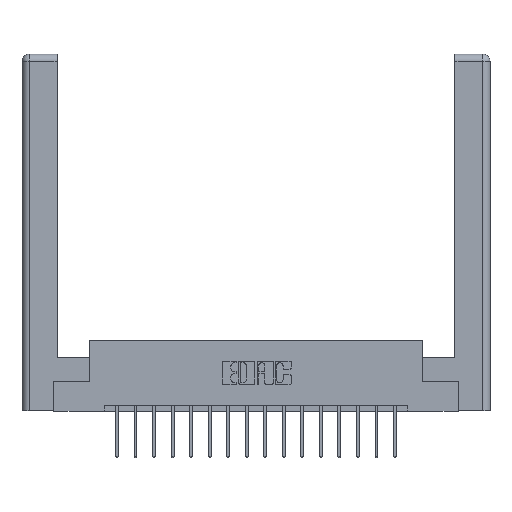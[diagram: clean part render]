
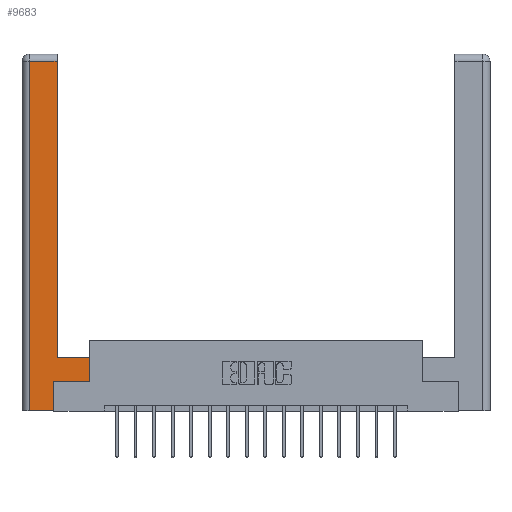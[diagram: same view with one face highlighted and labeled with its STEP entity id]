
A CAD part, top view. The second image highlights one B-rep face of the part: STEP entity #9683.
In plain terms, the highlighted planar face has unit normal (0, 0, 1).
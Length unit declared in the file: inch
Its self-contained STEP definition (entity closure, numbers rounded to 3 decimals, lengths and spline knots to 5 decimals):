
#126 = CARTESIAN_POINT ( 'NONE',  ( 0.565, 0.45, 0. ) ) ;
#319 = LINE ( 'NONE', #4248, #8553 ) ;
#390 = ORIENTED_EDGE ( 'NONE', *, *, #3241, .T. ) ;
#721 = CARTESIAN_POINT ( 'NONE',  ( 0.265, 0.245, 0. ) ) ;
#1037 = CARTESIAN_POINT ( 'NONE',  ( 0.0615, 0., 0. ) ) ;
#1108 = EDGE_CURVE ( 'NONE', #1530, #15717, #14590, .T. ) ;
#1200 = DIRECTION ( 'NONE',  ( 0., -1., 0. ) ) ;
#1329 = CARTESIAN_POINT ( 'NONE',  ( 0.295, 2.94, 0. ) ) ;
#1478 = LINE ( 'NONE', #7190, #1691 ) ;
#1530 = VERTEX_POINT ( 'NONE', #11248 ) ;
#1581 = DIRECTION ( 'NONE',  ( 0., 1., 0. ) ) ;
#1652 = ORIENTED_EDGE ( 'NONE', *, *, #1108, .T. ) ;
#1691 = VECTOR ( 'NONE', #12986, 39.37008 ) ;
#3049 = EDGE_LOOP ( 'NONE', ( #390, #12384, #7967, #14554, #1652, #12038, #3979, #6458 ) ) ;
#3073 = VERTEX_POINT ( 'NONE', #1037 ) ;
#3081 = DIRECTION ( 'NONE',  ( -1., 0., 0. ) ) ;
#3241 = EDGE_CURVE ( 'NONE', #11056, #12677, #1478, .T. ) ;
#3256 = CARTESIAN_POINT ( 'NONE',  ( 0.565, 0.45, 0. ) ) ;
#3454 = VECTOR ( 'NONE', #3081, 39.37008 ) ;
#3979 = ORIENTED_EDGE ( 'NONE', *, *, #18066, .T. ) ;
#4248 = CARTESIAN_POINT ( 'NONE',  ( 0.0615, 2.94, 0. ) ) ;
#4275 = EDGE_CURVE ( 'NONE', #15717, #5357, #5008, .T. ) ;
#4598 = VECTOR ( 'NONE', #14722, 39.37008 ) ;
#4991 = PLANE ( 'NONE',  #17547 ) ;
#5008 = LINE ( 'NONE', #15175, #10113 ) ;
#5070 = LINE ( 'NONE', #6351, #8151 ) ;
#5357 = VERTEX_POINT ( 'NONE', #6283 ) ;
#5463 = LINE ( 'NONE', #12755, #18370 ) ;
#6283 = CARTESIAN_POINT ( 'NONE',  ( 0.565, 0.245, 0. ) ) ;
#6351 = CARTESIAN_POINT ( 'NONE',  ( 0.265, 0., 0. ) ) ;
#6458 = ORIENTED_EDGE ( 'NONE', *, *, #12263, .T. ) ;
#6520 = DIRECTION ( 'NONE',  ( 0., 0., -1. ) ) ;
#6700 = VERTEX_POINT ( 'NONE', #3256 ) ;
#7190 = CARTESIAN_POINT ( 'NONE',  ( 0.295, 3., 0. ) ) ;
#7230 = CARTESIAN_POINT ( 'NONE',  ( 0.295, 0.45, 0. ) ) ;
#7883 = DIRECTION ( 'NONE',  ( 1., 0., 0. ) ) ;
#7967 = ORIENTED_EDGE ( 'NONE', *, *, #15764, .T. ) ;
#8151 = VECTOR ( 'NONE', #16245, 39.37008 ) ;
#8237 = VECTOR ( 'NONE', #1581, 39.37008 ) ;
#8447 = CARTESIAN_POINT ( 'NONE',  ( 0.265, 0.245, 0. ) ) ;
#8553 = VECTOR ( 'NONE', #12867, 39.37008 ) ;
#9242 = CARTESIAN_POINT ( 'NONE',  ( 0., 0., 0. ) ) ;
#9683 = ADVANCED_FACE ( 'NONE', ( #17148 ), #4991, .F. ) ;
#9826 = CARTESIAN_POINT ( 'NONE',  ( 0.295, 0.45, 0. ) ) ;
#10113 = VECTOR ( 'NONE', #7883, 39.37008 ) ;
#10888 = EDGE_CURVE ( 'NONE', #3073, #1530, #5070, .T. ) ;
#10993 = LINE ( 'NONE', #7230, #3454 ) ;
#11056 = VERTEX_POINT ( 'NONE', #9826 ) ;
#11248 = CARTESIAN_POINT ( 'NONE',  ( 0.265, 0., 0. ) ) ;
#12038 = ORIENTED_EDGE ( 'NONE', *, *, #4275, .T. ) ;
#12043 = EDGE_CURVE ( 'NONE', #12677, #17106, #319, .T. ) ;
#12263 = EDGE_CURVE ( 'NONE', #6700, #11056, #10993, .T. ) ;
#12384 = ORIENTED_EDGE ( 'NONE', *, *, #12043, .T. ) ;
#12677 = VERTEX_POINT ( 'NONE', #1329 ) ;
#12755 = CARTESIAN_POINT ( 'NONE',  ( 0.0615, 0., 0. ) ) ;
#12867 = DIRECTION ( 'NONE',  ( -1., 0., 0. ) ) ;
#12986 = DIRECTION ( 'NONE',  ( 0., 1., 0. ) ) ;
#14011 = LINE ( 'NONE', #126, #8237 ) ;
#14089 = CARTESIAN_POINT ( 'NONE',  ( 0.0615, 2.94, 0. ) ) ;
#14554 = ORIENTED_EDGE ( 'NONE', *, *, #10888, .T. ) ;
#14590 = LINE ( 'NONE', #721, #4598 ) ;
#14722 = DIRECTION ( 'NONE',  ( 0., 1., 0. ) ) ;
#15175 = CARTESIAN_POINT ( 'NONE',  ( 0.565, 0.245, 0. ) ) ;
#15717 = VERTEX_POINT ( 'NONE', #8447 ) ;
#15764 = EDGE_CURVE ( 'NONE', #17106, #3073, #5463, .T. ) ;
#16245 = DIRECTION ( 'NONE',  ( 1., 0., 0. ) ) ;
#16482 = DIRECTION ( 'NONE',  ( -1., 0., 0. ) ) ;
#17106 = VERTEX_POINT ( 'NONE', #14089 ) ;
#17148 = FACE_OUTER_BOUND ( 'NONE', #3049, .T. ) ;
#17547 = AXIS2_PLACEMENT_3D ( 'NONE', #9242, #6520, #16482 ) ;
#18066 = EDGE_CURVE ( 'NONE', #5357, #6700, #14011, .T. ) ;
#18370 = VECTOR ( 'NONE', #1200, 39.37008 ) ;
